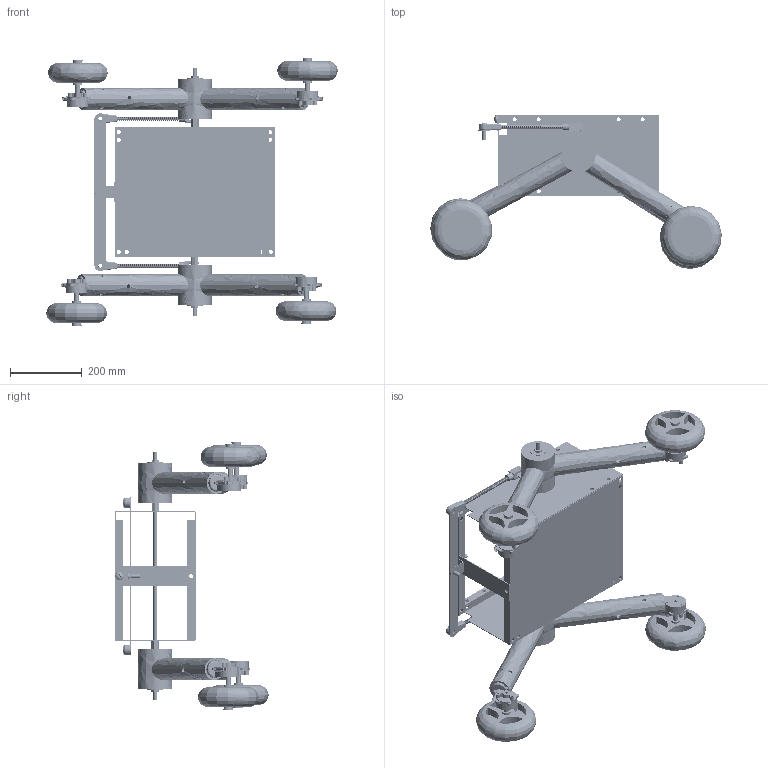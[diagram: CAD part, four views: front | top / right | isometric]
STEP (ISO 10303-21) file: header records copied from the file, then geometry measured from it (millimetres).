
FILE_DESCRIPTION(('FreeCAD Model'),'2;1');
FILE_NAME('Open CASCADE Shape Model','2025-04-27T08:52:50',('FreeCAD'),( 'FreeCAD'),'Open CASCADE STEP processor 7.6','FreeCAD','Unknown');
FILE_SCHEMA(('AUTOMOTIVE_DESIGN { 1 0 10303 214 1 1 1 1 }'));
Products named in the file (1): Open CASCADE STEP translator 7.6 1
Bounding box: 812.89 x 427.42 x 748.91 mm (x, y, z)
Volume: 9470881.3 mm3; surface area: 2419212.9 mm2
Topology: 50 solids, 50 shells, 2520 faces, 6916 edges, 4566 vertices
Faces by surface type: bspline 2520
Entity records: 154400 total; most frequent: CARTESIAN_POINT 116433, ORIENTED_EDGE 13824, EDGE_CURVE 6912, VERTEX_POINT 4566, B_SPLINE_CURVE_WITH_KNOTS 3334, FACE_BOUND 2996, EDGE_LOOP 2996, ADVANCED_FACE 2520
